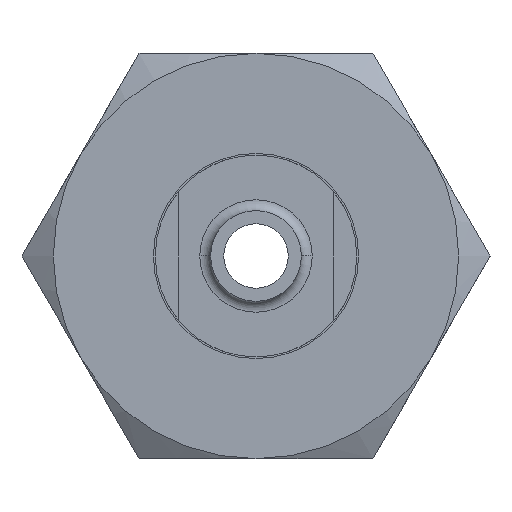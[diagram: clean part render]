
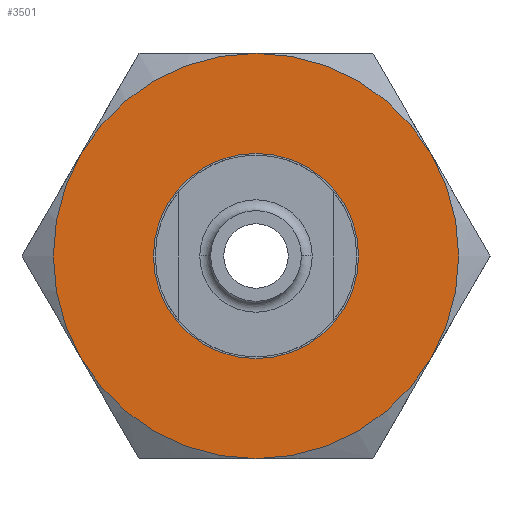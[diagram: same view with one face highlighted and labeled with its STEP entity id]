
A CAD part, left-side view. The second image highlights one B-rep face of the part: STEP entity #3501.
In plain terms, the highlighted planar face has unit normal (-1, 0, 0).
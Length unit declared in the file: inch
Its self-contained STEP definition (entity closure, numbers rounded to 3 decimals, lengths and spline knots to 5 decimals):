
#6 = DIRECTION ( 'NONE',  ( -1., 0., 0. ) ) ;
#46 = EDGE_CURVE ( 'NONE', #7760, #2769, #570, .T. ) ;
#77 = ORIENTED_EDGE ( 'NONE', *, *, #46, .T. ) ;
#227 = CARTESIAN_POINT ( 'NONE',  ( -0.9445, 0., 0. ) ) ;
#231 = EDGE_CURVE ( 'NONE', #6463, #9309, #4013, .T. ) ;
#263 = DIRECTION ( 'NONE',  ( 1., 0., 0. ) ) ;
#299 = CARTESIAN_POINT ( 'NONE',  ( -0.9445, 0., 0.28475 ) ) ;
#354 = CARTESIAN_POINT ( 'NONE',  ( -0.9445, 0.48714, -0.28125 ) ) ;
#380 = VERTEX_POINT ( 'NONE', #1160 ) ;
#420 = AXIS2_PLACEMENT_3D ( 'NONE', #7935, #6, #1463 ) ;
#570 = CIRCLE ( 'NONE', #5632, 0.5625 ) ;
#835 = DIRECTION ( 'NONE',  ( 0., 0., 1. ) ) ;
#838 = ORIENTED_EDGE ( 'NONE', *, *, #3672, .T. ) ;
#1104 = AXIS2_PLACEMENT_3D ( 'NONE', #5103, #6521, #8833 ) ;
#1111 = CIRCLE ( 'NONE', #3822, 0.28475 ) ;
#1160 = CARTESIAN_POINT ( 'NONE',  ( -0.9445, -0.48714, 0.28125 ) ) ;
#1188 = EDGE_LOOP ( 'NONE', ( #5014, #8360, #838, #77, #5478, #4050 ) ) ;
#1417 = DIRECTION ( 'NONE',  ( -1., 0., 0. ) ) ;
#1463 = DIRECTION ( 'NONE',  ( 0., 0., 1. ) ) ;
#1664 = EDGE_CURVE ( 'NONE', #380, #2183, #1726, .T. ) ;
#1726 = CIRCLE ( 'NONE', #5933, 0.5625 ) ;
#2016 = CIRCLE ( 'NONE', #420, 0.5625 ) ;
#2183 = VERTEX_POINT ( 'NONE', #2795 ) ;
#2200 = ORIENTED_EDGE ( 'NONE', *, *, #5597, .T. ) ;
#2285 = CARTESIAN_POINT ( 'NONE',  ( -0.9445, 0., -0.28475 ) ) ;
#2419 = DIRECTION ( 'NONE',  ( -1., 0., 0. ) ) ;
#2509 = CARTESIAN_POINT ( 'NONE',  ( -0.9445, 0., 0. ) ) ;
#2611 = VERTEX_POINT ( 'NONE', #2285 ) ;
#2624 = DIRECTION ( 'NONE',  ( 0., 0., 1. ) ) ;
#2769 = VERTEX_POINT ( 'NONE', #7520 ) ;
#2795 = CARTESIAN_POINT ( 'NONE',  ( -0.9445, 0., 0.5625 ) ) ;
#2898 = EDGE_LOOP ( 'NONE', ( #6964, #2200 ) ) ;
#3023 = EDGE_CURVE ( 'NONE', #2611, #3685, #7972, .T. ) ;
#3295 = DIRECTION ( 'NONE',  ( 1., 0., 0. ) ) ;
#3386 = CARTESIAN_POINT ( 'NONE',  ( -0.9445, 0., 0. ) ) ;
#3501 = ADVANCED_FACE ( 'NONE', ( #5102, #6823 ), #4785, .F. ) ;
#3672 = EDGE_CURVE ( 'NONE', #9309, #7760, #8651, .T. ) ;
#3685 = VERTEX_POINT ( 'NONE', #299 ) ;
#3694 = AXIS2_PLACEMENT_3D ( 'NONE', #5026, #9387, #6383 ) ;
#3822 = AXIS2_PLACEMENT_3D ( 'NONE', #4034, #263, #6194 ) ;
#4013 = CIRCLE ( 'NONE', #6115, 0.5625 ) ;
#4034 = CARTESIAN_POINT ( 'NONE',  ( -0.9445, 0., 0. ) ) ;
#4050 = ORIENTED_EDGE ( 'NONE', *, *, #1664, .T. ) ;
#4109 = DIRECTION ( 'NONE',  ( 0., 0., 1. ) ) ;
#4674 = DIRECTION ( 'NONE',  ( 0., 0., 1. ) ) ;
#4783 = DIRECTION ( 'NONE',  ( -1., 0., 0. ) ) ;
#4785 = PLANE ( 'NONE',  #7215 ) ;
#5014 = ORIENTED_EDGE ( 'NONE', *, *, #6942, .T. ) ;
#5026 = CARTESIAN_POINT ( 'NONE',  ( -0.9445, 0., 0. ) ) ;
#5038 = CARTESIAN_POINT ( 'NONE',  ( -0.9445, 0., 0. ) ) ;
#5102 = FACE_BOUND ( 'NONE', #2898, .T. ) ;
#5103 = CARTESIAN_POINT ( 'NONE',  ( -0.9445, 0., 0. ) ) ;
#5362 = CARTESIAN_POINT ( 'NONE',  ( -0.9445, 0., -0.5625 ) ) ;
#5478 = ORIENTED_EDGE ( 'NONE', *, *, #7868, .T. ) ;
#5597 = EDGE_CURVE ( 'NONE', #3685, #2611, #1111, .T. ) ;
#5632 = AXIS2_PLACEMENT_3D ( 'NONE', #5038, #1417, #835 ) ;
#5933 = AXIS2_PLACEMENT_3D ( 'NONE', #3386, #4783, #4109 ) ;
#6007 = AXIS2_PLACEMENT_3D ( 'NONE', #2509, #8465, #2624 ) ;
#6115 = AXIS2_PLACEMENT_3D ( 'NONE', #227, #2419, #4674 ) ;
#6194 = DIRECTION ( 'NONE',  ( 0., 0., -1. ) ) ;
#6383 = DIRECTION ( 'NONE',  ( 0., 0., -1. ) ) ;
#6463 = VERTEX_POINT ( 'NONE', #7635 ) ;
#6521 = DIRECTION ( 'NONE',  ( -1., 0., 0. ) ) ;
#6823 = FACE_OUTER_BOUND ( 'NONE', #1188, .T. ) ;
#6942 = EDGE_CURVE ( 'NONE', #2183, #6463, #2016, .T. ) ;
#6964 = ORIENTED_EDGE ( 'NONE', *, *, #3023, .T. ) ;
#7215 = AXIS2_PLACEMENT_3D ( 'NONE', #7636, #3295, #8400 ) ;
#7520 = CARTESIAN_POINT ( 'NONE',  ( -0.9445, -0.48714, -0.28125 ) ) ;
#7635 = CARTESIAN_POINT ( 'NONE',  ( -0.9445, 0.48714, 0.28125 ) ) ;
#7636 = CARTESIAN_POINT ( 'NONE',  ( -0.9445, 0., 0. ) ) ;
#7760 = VERTEX_POINT ( 'NONE', #5362 ) ;
#7868 = EDGE_CURVE ( 'NONE', #2769, #380, #8626, .T. ) ;
#7935 = CARTESIAN_POINT ( 'NONE',  ( -0.9445, 0., 0. ) ) ;
#7972 = CIRCLE ( 'NONE', #3694, 0.28475 ) ;
#8360 = ORIENTED_EDGE ( 'NONE', *, *, #231, .T. ) ;
#8400 = DIRECTION ( 'NONE',  ( 0., 0., -1. ) ) ;
#8465 = DIRECTION ( 'NONE',  ( -1., 0., 0. ) ) ;
#8626 = CIRCLE ( 'NONE', #1104, 0.5625 ) ;
#8651 = CIRCLE ( 'NONE', #6007, 0.5625 ) ;
#8833 = DIRECTION ( 'NONE',  ( 0., 0., 1. ) ) ;
#9309 = VERTEX_POINT ( 'NONE', #354 ) ;
#9387 = DIRECTION ( 'NONE',  ( 1., 0., 0. ) ) ;
